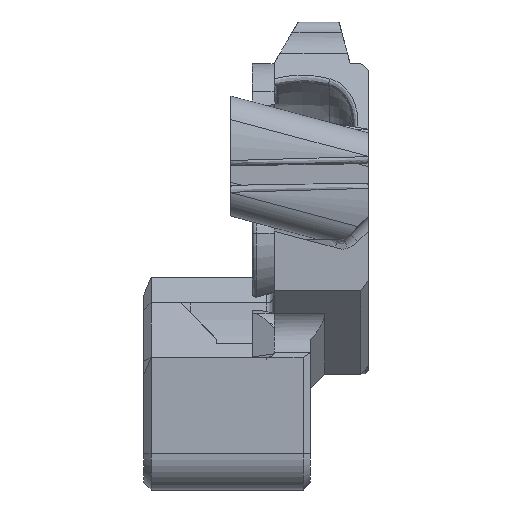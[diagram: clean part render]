
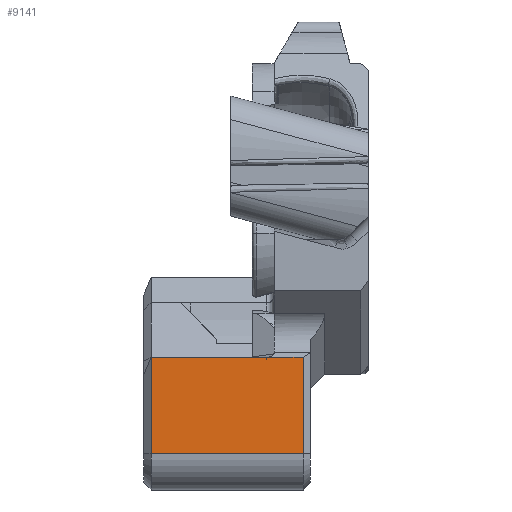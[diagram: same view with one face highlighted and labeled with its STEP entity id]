
A CAD part, left-side view. The second image highlights one B-rep face of the part: STEP entity #9141.
In plain terms, the highlighted planar face has unit normal (-1, 0, 0).
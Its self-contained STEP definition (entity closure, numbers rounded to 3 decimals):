
#144 = EDGE_CURVE ( 'NONE', #4523, #12222, #486, .T. ) ;
#145 = EDGE_CURVE ( 'NONE', #4523, #4529, #489, .T. ) ;
#146 = EDGE_CURVE ( 'NONE', #4529, #4530, #492, .T. ) ;
#147 = EDGE_CURVE ( 'NONE', #4530, #12223, #491, .T. ) ;
#486 = LINE ( 'NONE', #1346, #487 ) ;
#487 = VECTOR ( 'NONE', #1350, 1000. ) ;
#489 = LINE ( 'NONE', #1331, #490 ) ;
#490 = VECTOR ( 'NONE', #1352, 1000. ) ;
#491 = LINE ( 'NONE', #1359, #495 ) ;
#492 = LINE ( 'NONE', #1336, #493 ) ;
#493 = VECTOR ( 'NONE', #1357, 1000. ) ;
#495 = VECTOR ( 'NONE', #1362, 1000. ) ;
#1331 = CARTESIAN_POINT ( 'NONE',  ( -21., 30., -17.5 ) ) ;
#1336 = CARTESIAN_POINT ( 'NONE',  ( -21., 31., -30.85 ) ) ;
#1346 = CARTESIAN_POINT ( 'NONE',  ( -21., 31., -17.5 ) ) ;
#1350 = DIRECTION ( 'NONE',  ( 0., -1., 0. ) ) ;
#1352 = DIRECTION ( 'NONE',  ( 0., 0., -1. ) ) ;
#1357 = DIRECTION ( 'NONE',  ( 0., -1., 0. ) ) ;
#1359 = CARTESIAN_POINT ( 'NONE',  ( -21., 9., -17.5 ) ) ;
#1362 = DIRECTION ( 'NONE',  ( 0., 0., 1. ) ) ;
#2954 = EDGE_CURVE ( 'NONE', #12222, #12223, #8689, .T. ) ;
#4445 = ORIENTED_EDGE ( 'NONE', *, *, #144, .F. ) ;
#4446 = ORIENTED_EDGE ( 'NONE', *, *, #145, .T. ) ;
#4447 = ORIENTED_EDGE ( 'NONE', *, *, #146, .T. ) ;
#4448 = ORIENTED_EDGE ( 'NONE', *, *, #147, .T. ) ;
#4449 = ORIENTED_EDGE ( 'NONE', *, *, #2954, .F. ) ;
#4523 = VERTEX_POINT ( 'NONE', #9813 ) ;
#4529 = VERTEX_POINT ( 'NONE', #9819 ) ;
#4530 = VERTEX_POINT ( 'NONE', #9820 ) ;
#4827 = EDGE_LOOP ( 'NONE', ( #4445, #4446, #4447, #4448, #4449 ) ) ;
#5444 = CARTESIAN_POINT ( 'NONE',  ( -21., 31., -17.5 ) ) ;
#5449 = PLANE ( 'NONE',  #9394 ) ;
#5452 = DIRECTION ( 'NONE',  ( 1., 0., 0. ) ) ;
#5453 = DIRECTION ( 'NONE',  ( 0., 0., -1. ) ) ;
#5778 = CARTESIAN_POINT ( 'NONE',  ( -21., 14., -17.5 ) ) ;
#5779 = CARTESIAN_POINT ( 'NONE',  ( -21., 9., -17.5 ) ) ;
#8689 = LINE ( 'NONE', #9706, #8692 ) ;
#8692 = VECTOR ( 'NONE', #9707, 1000. ) ;
#9033 = FACE_OUTER_BOUND ( 'NONE', #4827, .T. ) ;
#9141 = ADVANCED_FACE ( 'NONE', ( #9033 ), #5449, .F. ) ;
#9394 = AXIS2_PLACEMENT_3D ( 'NONE', #5444, #5452, #5453 ) ;
#9706 = CARTESIAN_POINT ( 'NONE',  ( -21., 13., -17.5 ) ) ;
#9707 = DIRECTION ( 'NONE',  ( 0., -1., 0. ) ) ;
#9813 = CARTESIAN_POINT ( 'NONE',  ( -21., 30., -17.5 ) ) ;
#9819 = CARTESIAN_POINT ( 'NONE',  ( -21., 30., -30.85 ) ) ;
#9820 = CARTESIAN_POINT ( 'NONE',  ( -21., 9., -30.85 ) ) ;
#12222 = VERTEX_POINT ( 'NONE', #5778 ) ;
#12223 = VERTEX_POINT ( 'NONE', #5779 ) ;
